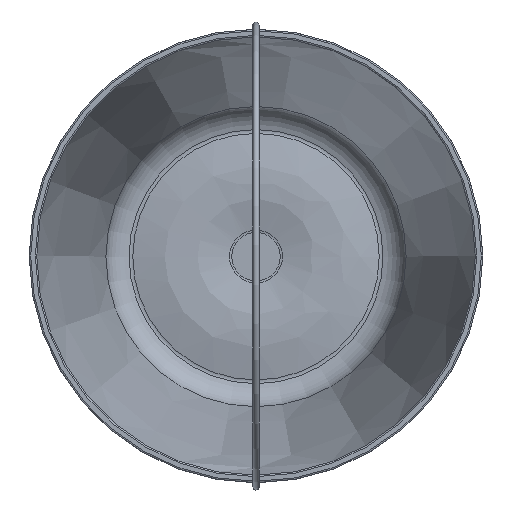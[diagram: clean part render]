
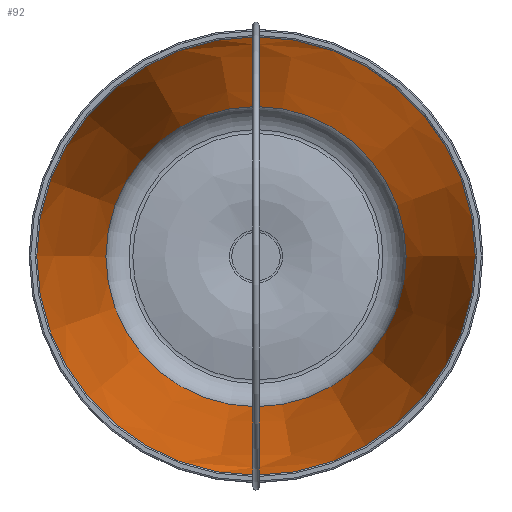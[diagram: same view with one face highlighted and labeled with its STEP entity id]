
A CAD part, top view. The second image highlights one B-rep face of the part: STEP entity #92.
In plain terms, the highlighted conical face has half-angle 11.31 degrees and reference radius 48.309 mm.
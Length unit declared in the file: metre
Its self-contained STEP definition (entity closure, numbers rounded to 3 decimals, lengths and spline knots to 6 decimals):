
#92 = ADVANCED_FACE( '', ( #202, #203, #204, #205 ), #206, .F. );
#202 = FACE_OUTER_BOUND( '', #964, .T. );
#203 = FACE_BOUND( '', #965, .T. );
#204 = FACE_BOUND( '', #966, .T. );
#205 = FACE_BOUND( '', #967, .T. );
#206 = CONICAL_SURFACE( '', #968, 0.048309, 0.197 );
#964 = EDGE_LOOP( '', ( #1721 ) );
#965 = EDGE_LOOP( '', ( #1722 ) );
#966 = EDGE_LOOP( '', ( #1723 ) );
#967 = EDGE_LOOP( '', ( #1724 ) );
#968 = AXIS2_PLACEMENT_3D( '', #1725, #1726, #1727 );
#1721 = ORIENTED_EDGE( '', *, *, #1801, .T. );
#1722 = ORIENTED_EDGE( '', *, *, #1758, .F. );
#1723 = ORIENTED_EDGE( '', *, *, #1802, .F. );
#1724 = ORIENTED_EDGE( '', *, *, #1791, .F. );
#1725 = CARTESIAN_POINT( '', ( 0., 0., -0.211592 ) );
#1726 = DIRECTION( '', ( 0., 0., 1. ) );
#1727 = DIRECTION( '', ( 1., 0., 0. ) );
#1758 = EDGE_CURVE( '', #1819, #1819, #1820, .T. );
#1791 = EDGE_CURVE( '', #1869, #1869, #1870, .T. );
#1801 = EDGE_CURVE( '', #1884, #1884, #1885, .T. );
#1802 = EDGE_CURVE( '', #1886, #1886, #1887, .T. );
#1819 = VERTEX_POINT( '', #1905 );
#1820 = B_SPLINE_CURVE_WITH_KNOTS( '', 3, ( #1906, #1907, #1908, #1909, #1910, #1911, #1912, #1913, #1914, #1915, #1916, #1917, #1918, #1919, #1920, #1921, #1922, #1923, #1924, #1925, #1926, #1927, #1928, #1929, #1930, #1931, #1932, #1933, #1934, #1935, #1936, #1937 ), .UNSPECIFIED., .T., .F., ( 2, 2, 2, 2, 2, 2, 2, 2, 2, 2, 2, 2, 2, 2, 2, 2, 2, 2 ), ( -0.000802, 0., 0.000401, 0.000802, 0.001203, 0.001604, 0.002004, 0.002405, 0.002806, 0.003207, 0.003608, 0.004009, 0.00441, 0.004811, 0.005212, 0.005612, 0.006414, 0.006815 ), .UNSPECIFIED. );
#1869 = VERTEX_POINT( '', #2318 );
#1870 = CIRCLE( '', #2319, 0.050351 );
#1884 = VERTEX_POINT( '', #2665 );
#1885 = CIRCLE( '', #2666, 0.073528 );
#1886 = VERTEX_POINT( '', #2667 );
#1887 = B_SPLINE_CURVE_WITH_KNOTS( '', 3, ( #2668, #2669, #2670, #2671, #2672, #2673, #2674, #2675, #2676, #2677, #2678, #2679, #2680, #2681, #2682, #2683, #2684, #2685, #2686, #2687, #2688, #2689, #2690, #2691, #2692, #2693, #2694, #2695, #2696, #2697, #2698, #2699 ), .UNSPECIFIED., .T., .F., ( 2, 2, 2, 2, 2, 2, 2, 2, 2, 2, 2, 2, 2, 2, 2, 2, 2, 2 ), ( -0.000802, 0., 0.000401, 0.000802, 0.001203, 0.001604, 0.002005, 0.002406, 0.002807, 0.003208, 0.003609, 0.00401, 0.004411, 0.004812, 0.005213, 0.005614, 0.006416, 0.006817 ), .UNSPECIFIED. );
#1905 = CARTESIAN_POINT( '', ( -0.000727, -0.070924, -0.098499 ) );
#1906 = CARTESIAN_POINT( '', ( -0.00054, -0.070888, -0.098692 ) );
#1907 = CARTESIAN_POINT( '', ( -0.000821, -0.070942, -0.098403 ) );
#1908 = CARTESIAN_POINT( '', ( -0.000894, -0.070964, -0.098291 ) );
#1909 = CARTESIAN_POINT( '', ( -0.000992, -0.071012, -0.098045 ) );
#1910 = CARTESIAN_POINT( '', ( -0.001017, -0.071038, -0.097913 ) );
#1911 = CARTESIAN_POINT( '', ( -0.001015, -0.07109, -0.09765 ) );
#1912 = CARTESIAN_POINT( '', ( -0.000988, -0.071117, -0.097518 ) );
#1913 = CARTESIAN_POINT( '', ( -0.000886, -0.071167, -0.097276 ) );
#1914 = CARTESIAN_POINT( '', ( -0.000811, -0.07119, -0.097163 ) );
#1915 = CARTESIAN_POINT( '', ( -0.000623, -0.07123, -0.096977 ) );
#1916 = CARTESIAN_POINT( '', ( -0.00051, -0.071246, -0.096901 ) );
#1917 = CARTESIAN_POINT( '', ( -0.000263, -0.071267, -0.096799 ) );
#1918 = CARTESIAN_POINT( '', ( -0.000128, -0.071273, -0.096773 ) );
#1919 = CARTESIAN_POINT( '', ( 0.000141, -0.071273, -0.096775 ) );
#1920 = CARTESIAN_POINT( '', ( 0.000275, -0.071267, -0.096803 ) );
#1921 = CARTESIAN_POINT( '', ( 0.000522, -0.071244, -0.096908 ) );
#1922 = CARTESIAN_POINT( '', ( 0.000634, -0.071228, -0.096985 ) );
#1923 = CARTESIAN_POINT( '', ( 0.000819, -0.071188, -0.097175 ) );
#1924 = CARTESIAN_POINT( '', ( 0.000893, -0.071164, -0.097288 ) );
#1925 = CARTESIAN_POINT( '', ( 0.000991, -0.071114, -0.097532 ) );
#1926 = CARTESIAN_POINT( '', ( 0.001017, -0.071088, -0.097664 ) );
#1927 = CARTESIAN_POINT( '', ( 0.001015, -0.071035, -0.097927 ) );
#1928 = CARTESIAN_POINT( '', ( 0.000989, -0.071009, -0.098059 ) );
#1929 = CARTESIAN_POINT( '', ( 0.000887, -0.070962, -0.098302 ) );
#1930 = CARTESIAN_POINT( '', ( 0.000812, -0.07094, -0.098415 ) );
#1931 = CARTESIAN_POINT( '', ( 0.000623, -0.070904, -0.098603 ) );
#1932 = CARTESIAN_POINT( '', ( 0.000511, -0.07089, -0.098678 ) );
#1933 = CARTESIAN_POINT( '', ( 0.000261, -0.070871, -0.098781 ) );
#1934 = CARTESIAN_POINT( '', ( 0.000128, -0.070866, -0.098807 ) );
#1935 = CARTESIAN_POINT( '', ( -0.000275, -0.070867, -0.098804 ) );
#1936 = CARTESIAN_POINT( '', ( -0.00054, -0.070888, -0.098692 ) );
#1937 = CARTESIAN_POINT( '', ( -0.000821, -0.070942, -0.098403 ) );
#2318 = CARTESIAN_POINT( '', ( 0.050351, 0., -0.201383 ) );
#2319 = AXIS2_PLACEMENT_3D( '', #2757, #2758, #2759 );
#2665 = CARTESIAN_POINT( '', ( 0.073528, 0., -0.085498 ) );
#2666 = AXIS2_PLACEMENT_3D( '', #2760, #2761, #2762 );
#2667 = CARTESIAN_POINT( '', ( -0.000727, 0.070924, -0.098499 ) );
#2668 = CARTESIAN_POINT( '', ( -0.000915, 0.070961, -0.098307 ) );
#2669 = CARTESIAN_POINT( '', ( -0.000634, 0.070906, -0.098595 ) );
#2670 = CARTESIAN_POINT( '', ( -0.000522, 0.070892, -0.098672 ) );
#2671 = CARTESIAN_POINT( '', ( -0.000276, 0.070872, -0.098777 ) );
#2672 = CARTESIAN_POINT( '', ( -0.000141, 0.070867, -0.098805 ) );
#2673 = CARTESIAN_POINT( '', ( 0.000126, 0.070866, -0.098807 ) );
#2674 = CARTESIAN_POINT( '', ( 0.000261, 0.070871, -0.098781 ) );
#2675 = CARTESIAN_POINT( '', ( 0.000508, 0.07089, -0.09868 ) );
#2676 = CARTESIAN_POINT( '', ( 0.000622, 0.070904, -0.098604 ) );
#2677 = CARTESIAN_POINT( '', ( 0.000811, 0.07094, -0.098416 ) );
#2678 = CARTESIAN_POINT( '', ( 0.000886, 0.070961, -0.098305 ) );
#2679 = CARTESIAN_POINT( '', ( 0.000989, 0.071009, -0.098059 ) );
#2680 = CARTESIAN_POINT( '', ( 0.001015, 0.071035, -0.097929 ) );
#2681 = CARTESIAN_POINT( '', ( 0.001017, 0.071088, -0.097664 ) );
#2682 = CARTESIAN_POINT( '', ( 0.000992, 0.071114, -0.097533 ) );
#2683 = CARTESIAN_POINT( '', ( 0.000893, 0.071164, -0.097288 ) );
#2684 = CARTESIAN_POINT( '', ( 0.00082, 0.071188, -0.097175 ) );
#2685 = CARTESIAN_POINT( '', ( 0.000635, 0.071228, -0.096986 ) );
#2686 = CARTESIAN_POINT( '', ( 0.000522, 0.071244, -0.096908 ) );
#2687 = CARTESIAN_POINT( '', ( 0.000277, 0.071267, -0.096804 ) );
#2688 = CARTESIAN_POINT( '', ( 0.000143, 0.071273, -0.096775 ) );
#2689 = CARTESIAN_POINT( '', ( -0.000125, 0.071273, -0.096773 ) );
#2690 = CARTESIAN_POINT( '', ( -0.00026, 0.071268, -0.096799 ) );
#2691 = CARTESIAN_POINT( '', ( -0.000508, 0.071246, -0.0969 ) );
#2692 = CARTESIAN_POINT( '', ( -0.000621, 0.07123, -0.096975 ) );
#2693 = CARTESIAN_POINT( '', ( -0.000811, 0.07119, -0.097163 ) );
#2694 = CARTESIAN_POINT( '', ( -0.000886, 0.071167, -0.097275 ) );
#2695 = CARTESIAN_POINT( '', ( -0.000988, 0.071117, -0.097518 ) );
#2696 = CARTESIAN_POINT( '', ( -0.001015, 0.07109, -0.09765 ) );
#2697 = CARTESIAN_POINT( '', ( -0.001018, 0.071012, -0.098043 ) );
#2698 = CARTESIAN_POINT( '', ( -0.000915, 0.070961, -0.098307 ) );
#2699 = CARTESIAN_POINT( '', ( -0.000634, 0.070906, -0.098595 ) );
#2757 = CARTESIAN_POINT( '', ( 0., 0., -0.201383 ) );
#2758 = DIRECTION( '', ( 0., 0., 1. ) );
#2759 = DIRECTION( '', ( 1., 0., 0. ) );
#2760 = CARTESIAN_POINT( '', ( 0., 0., -0.085498 ) );
#2761 = DIRECTION( '', ( 0., 0., 1. ) );
#2762 = DIRECTION( '', ( 1., 0., 0. ) );
